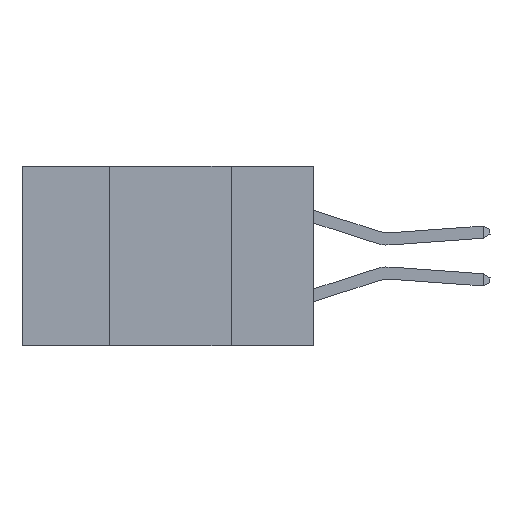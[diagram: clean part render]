
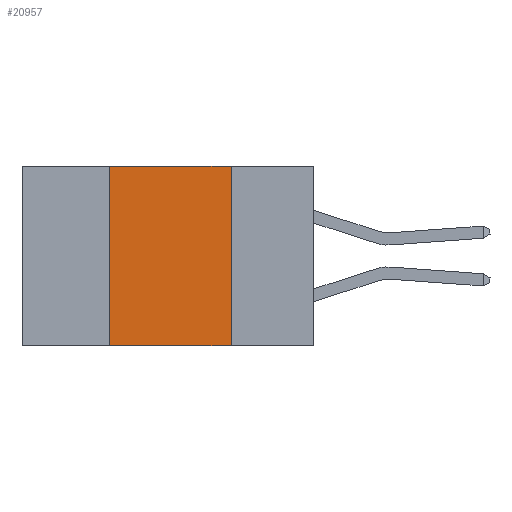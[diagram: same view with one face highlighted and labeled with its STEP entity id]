
A CAD part, left-side view. The second image highlights one B-rep face of the part: STEP entity #20957.
In plain terms, the highlighted planar face has unit normal (-1, 0, 0).
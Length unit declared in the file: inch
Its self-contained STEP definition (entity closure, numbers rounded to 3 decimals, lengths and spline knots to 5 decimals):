
#126 = ORIENTED_EDGE ( 'NONE', *, *, #10202, .F. ) ;
#130 = CARTESIAN_POINT ( 'NONE',  ( 0., 0.42, 0. ) ) ;
#1474 = DIRECTION ( 'NONE',  ( 0., 0., -1. ) ) ;
#1807 = CARTESIAN_POINT ( 'NONE',  ( 0., 0.17, -0.37 ) ) ;
#1888 = VECTOR ( 'NONE', #10135, 39.37008 ) ;
#4150 = EDGE_CURVE ( 'NONE', #4365, #8991, #8460, .T. ) ;
#4365 = VERTEX_POINT ( 'NONE', #22130 ) ;
#5501 = VERTEX_POINT ( 'NONE', #1807 ) ;
#5531 = VECTOR ( 'NONE', #1474, 39.37008 ) ;
#7220 = EDGE_CURVE ( 'NONE', #16295, #5501, #8667, .T. ) ;
#7591 = ORIENTED_EDGE ( 'NONE', *, *, #7220, .T. ) ;
#8061 = CARTESIAN_POINT ( 'NONE',  ( 0., 0.6, -0.37 ) ) ;
#8460 = LINE ( 'NONE', #21730, #1888 ) ;
#8667 = LINE ( 'NONE', #8061, #17940 ) ;
#8938 = CARTESIAN_POINT ( 'NONE',  ( 0., 0.17, 0. ) ) ;
#8991 = VERTEX_POINT ( 'NONE', #8938 ) ;
#10135 = DIRECTION ( 'NONE',  ( 0., -1., 0. ) ) ;
#10202 = EDGE_CURVE ( 'NONE', #8991, #5501, #16173, .T. ) ;
#10598 = DIRECTION ( 'NONE',  ( 0., 0., -1. ) ) ;
#11300 = ORIENTED_EDGE ( 'NONE', *, *, #20423, .F. ) ;
#13289 = ORIENTED_EDGE ( 'NONE', *, *, #4150, .F. ) ;
#14125 = CARTESIAN_POINT ( 'NONE',  ( 0., 0.6, 0. ) ) ;
#14578 = CARTESIAN_POINT ( 'NONE',  ( 0., 0.42, -0.37 ) ) ;
#15113 = DIRECTION ( 'NONE',  ( 0., -1., 0. ) ) ;
#16085 = DIRECTION ( 'NONE',  ( 1., 0., 0. ) ) ;
#16173 = LINE ( 'NONE', #18975, #5531 ) ;
#16259 = VECTOR ( 'NONE', #19334, 39.37008 ) ;
#16295 = VERTEX_POINT ( 'NONE', #14578 ) ;
#17339 = FACE_OUTER_BOUND ( 'NONE', #18922, .T. ) ;
#17679 = AXIS2_PLACEMENT_3D ( 'NONE', #14125, #16085, #10598 ) ;
#17940 = VECTOR ( 'NONE', #15113, 39.37008 ) ;
#18922 = EDGE_LOOP ( 'NONE', ( #126, #13289, #11300, #7591 ) ) ;
#18975 = CARTESIAN_POINT ( 'NONE',  ( 0., 0.17, 0. ) ) ;
#19272 = LINE ( 'NONE', #130, #16259 ) ;
#19334 = DIRECTION ( 'NONE',  ( 0., 0., 1. ) ) ;
#20423 = EDGE_CURVE ( 'NONE', #16295, #4365, #19272, .T. ) ;
#20957 = ADVANCED_FACE ( 'NONE', ( #17339 ), #20983, .F. ) ;
#20983 = PLANE ( 'NONE',  #17679 ) ;
#21730 = CARTESIAN_POINT ( 'NONE',  ( 0., 0.6, 0. ) ) ;
#22130 = CARTESIAN_POINT ( 'NONE',  ( 0., 0.42, 0. ) ) ;
